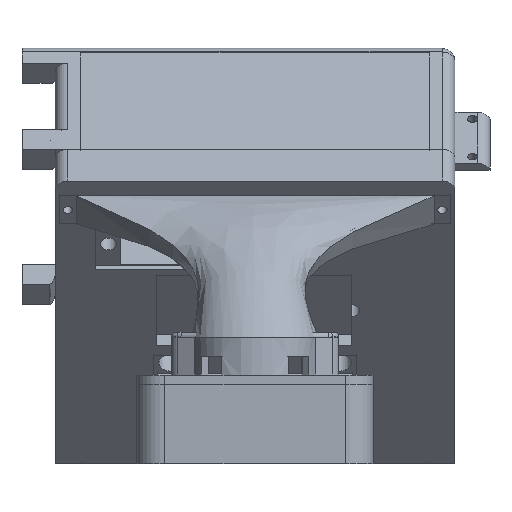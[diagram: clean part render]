
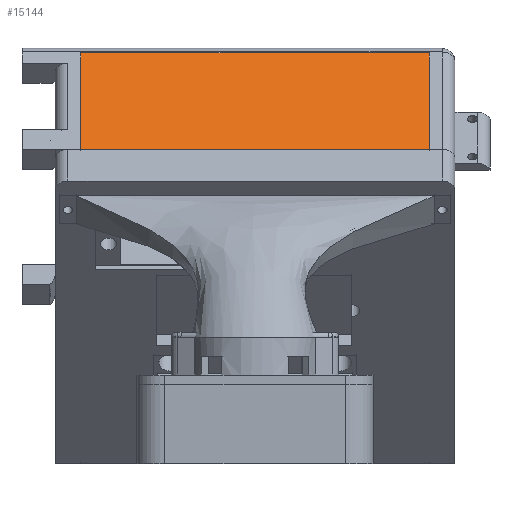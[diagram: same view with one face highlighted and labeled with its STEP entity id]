
A CAD part, left-side view. The second image highlights one B-rep face of the part: STEP entity #15144.
In plain terms, the highlighted planar face has unit normal (-0.707, 0, 0.707).
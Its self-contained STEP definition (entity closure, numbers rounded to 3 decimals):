
#15088=CARTESIAN_POINT('',(-35.105,65.75,84.32));
#15089=VERTEX_POINT('',#15088);
#15096=CARTESIAN_POINT('',(-35.105,-7.75,84.32));
#15097=VERTEX_POINT('',#15096);
#15098=CARTESIAN_POINT('',(-35.105,-7.75,84.32));
#15099=DIRECTION('',(-0.,1.,-0.));
#15100=VECTOR('',#15099,73.5);
#15101=LINE('',#15098,#15100);
#15102=EDGE_CURVE('',#15097,#15089,#15101,.T.);
#15114=CARTESIAN_POINT('',(-45.252,-5.25,74.173));
#15115=DIRECTION('',(0.707,-0.,-0.707));
#15116=DIRECTION('',(0.707,0.,0.707));
#15117=AXIS2_PLACEMENT_3D('',#15114,#15115,#15116);
#15118=PLANE('',#15117);
#15119=CARTESIAN_POINT('',(-55.399,65.75,64.026));
#15120=VERTEX_POINT('',#15119);
#15121=CARTESIAN_POINT('',(-35.105,65.75,84.32));
#15122=DIRECTION('',(-0.707,-0.,-0.707));
#15123=VECTOR('',#15122,28.7);
#15124=LINE('',#15121,#15123);
#15125=EDGE_CURVE('',#15089,#15120,#15124,.T.);
#15126=ORIENTED_EDGE('',*,*,#15125,.T.);
#15127=CARTESIAN_POINT('',(-55.399,-7.75,64.026));
#15128=VERTEX_POINT('',#15127);
#15129=CARTESIAN_POINT('',(-55.399,-7.75,64.026));
#15130=DIRECTION('',(-0.,1.,-0.));
#15131=VECTOR('',#15130,73.5);
#15132=LINE('',#15129,#15131);
#15133=EDGE_CURVE('',#15128,#15120,#15132,.T.);
#15134=ORIENTED_EDGE('',*,*,#15133,.F.);
#15135=CARTESIAN_POINT('',(-35.105,-7.75,84.32));
#15136=DIRECTION('',(-0.707,-0.,-0.707));
#15137=VECTOR('',#15136,28.7);
#15138=LINE('',#15135,#15137);
#15139=EDGE_CURVE('',#15097,#15128,#15138,.T.);
#15140=ORIENTED_EDGE('',*,*,#15139,.F.);
#15141=ORIENTED_EDGE('',*,*,#15102,.T.);
#15142=EDGE_LOOP('',(#15126,#15134,#15140,#15141));
#15143=FACE_BOUND('',#15142,.T.);
#15144=ADVANCED_FACE('',(#15143),#15118,.F.);
